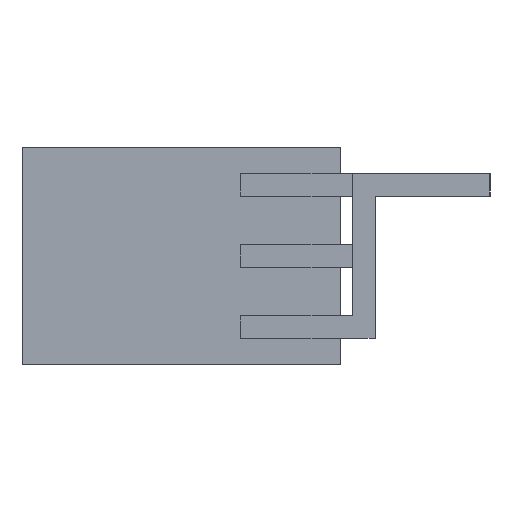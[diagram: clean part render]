
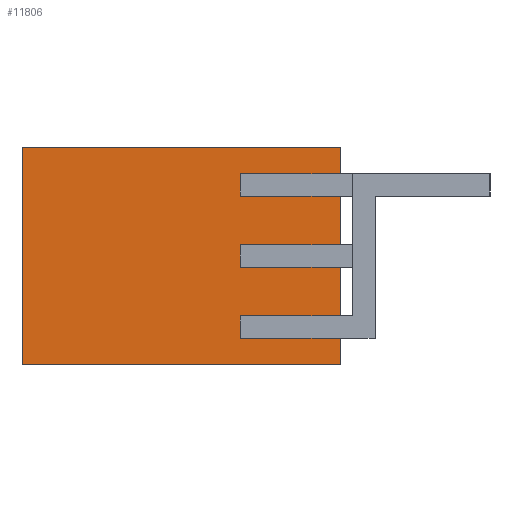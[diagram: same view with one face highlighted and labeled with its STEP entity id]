
A CAD part, left-side view. The second image highlights one B-rep face of the part: STEP entity #11806.
In plain terms, the highlighted planar face has unit normal (-1, 0, 0).
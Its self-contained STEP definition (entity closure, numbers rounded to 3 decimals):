
#27 = CARTESIAN_POINT ( 'NONE',  ( -1000., -4.75, 6.6 ) ) ;
#317 = CARTESIAN_POINT ( 'NONE',  ( -1000., -4.75, -0.9 ) ) ;
#330 = CARTESIAN_POINT ( 'NONE',  ( -1000., -12.75, -8.7 ) ) ;
#363 = CARTESIAN_POINT ( 'NONE',  ( -1000., -12.75, 8.7 ) ) ;
#464 = VECTOR ( 'NONE', #4529, 1000. ) ;
#668 = EDGE_CURVE ( 'NONE', #11009, #5005, #13824, .T. ) ;
#754 = VERTEX_POINT ( 'NONE', #317 ) ;
#856 = EDGE_CURVE ( 'NONE', #986, #4463, #16833, .T. ) ;
#986 = VERTEX_POINT ( 'NONE', #13408 ) ;
#1115 = CARTESIAN_POINT ( 'NONE',  ( -1000., -4.75, 6.6 ) ) ;
#1190 = DIRECTION ( 'NONE',  ( 0., 1., 0. ) ) ;
#1309 = EDGE_CURVE ( 'NONE', #8387, #17396, #9504, .T. ) ;
#1381 = DIRECTION ( 'NONE',  ( 0., 0., -1. ) ) ;
#1413 = LINE ( 'NONE', #363, #16359 ) ;
#1523 = LINE ( 'NONE', #10471, #15595 ) ;
#1539 = LINE ( 'NONE', #5533, #8738 ) ;
#1708 = CARTESIAN_POINT ( 'NONE',  ( -1000., -12.75, -0.9 ) ) ;
#1729 = EDGE_CURVE ( 'NONE', #17396, #15573, #1413, .T. ) ;
#1775 = CARTESIAN_POINT ( 'NONE',  ( -1000., 0., 0. ) ) ;
#1933 = LINE ( 'NONE', #7520, #16452 ) ;
#2364 = LINE ( 'NONE', #1708, #9141 ) ;
#2401 = LINE ( 'NONE', #27, #12822 ) ;
#2610 = CARTESIAN_POINT ( 'NONE',  ( -1000., -12.75, 0.9 ) ) ;
#2964 = VECTOR ( 'NONE', #6355, 1000. ) ;
#3142 = ORIENTED_EDGE ( 'NONE', *, *, #9857, .F. ) ;
#3173 = ORIENTED_EDGE ( 'NONE', *, *, #10046, .F. ) ;
#3225 = VECTOR ( 'NONE', #7359, 1000. ) ;
#3352 = VERTEX_POINT ( 'NONE', #5723 ) ;
#4031 = LINE ( 'NONE', #7475, #14919 ) ;
#4048 = LINE ( 'NONE', #15465, #464 ) ;
#4463 = VERTEX_POINT ( 'NONE', #9680 ) ;
#4491 = DIRECTION ( 'NONE',  ( 1., 0., 0. ) ) ;
#4508 = ORIENTED_EDGE ( 'NONE', *, *, #11207, .F. ) ;
#4529 = DIRECTION ( 'NONE',  ( 0., -1., 0. ) ) ;
#4771 = DIRECTION ( 'NONE',  ( 0., 0., 1. ) ) ;
#4991 = ORIENTED_EDGE ( 'NONE', *, *, #14453, .F. ) ;
#5005 = VERTEX_POINT ( 'NONE', #7073 ) ;
#5315 = DIRECTION ( 'NONE',  ( 0., 1., 0. ) ) ;
#5338 = VECTOR ( 'NONE', #5315, 1000. ) ;
#5350 = EDGE_LOOP ( 'NONE', ( #12826, #3142, #14782, #13160, #4508, #11116, #15801, #13136, #17013, #10956, #6915, #15811, #9814, #3173, #7722, #4991 ) ) ;
#5363 = LINE ( 'NONE', #15094, #12192 ) ;
#5401 = EDGE_CURVE ( 'NONE', #3352, #8387, #4031, .T. ) ;
#5533 = CARTESIAN_POINT ( 'NONE',  ( -1000., -12.75, 8.7 ) ) ;
#5723 = CARTESIAN_POINT ( 'NONE',  ( -1000., 12.75, -8.7 ) ) ;
#6023 = CARTESIAN_POINT ( 'NONE',  ( -1000., -4.75, -0.9 ) ) ;
#6102 = VERTEX_POINT ( 'NONE', #16556 ) ;
#6355 = DIRECTION ( 'NONE',  ( 0., 0., -1. ) ) ;
#6575 = DIRECTION ( 'NONE',  ( 0., -1., 0. ) ) ;
#6749 = VERTEX_POINT ( 'NONE', #330 ) ;
#6879 = CARTESIAN_POINT ( 'NONE',  ( -1000., 12.75, 8.7 ) ) ;
#6915 = ORIENTED_EDGE ( 'NONE', *, *, #14407, .F. ) ;
#7018 = LINE ( 'NONE', #14752, #14720 ) ;
#7073 = CARTESIAN_POINT ( 'NONE',  ( -1000., -4.75, -6.6 ) ) ;
#7299 = VERTEX_POINT ( 'NONE', #10670 ) ;
#7359 = DIRECTION ( 'NONE',  ( 0., 0., -1. ) ) ;
#7419 = CARTESIAN_POINT ( 'NONE',  ( -1000., -4.75, -4.8 ) ) ;
#7475 = CARTESIAN_POINT ( 'NONE',  ( -1000., 12.75, 8.7 ) ) ;
#7520 = CARTESIAN_POINT ( 'NONE',  ( -1000., -12.75, 8.7 ) ) ;
#7722 = ORIENTED_EDGE ( 'NONE', *, *, #10812, .F. ) ;
#8247 = DIRECTION ( 'NONE',  ( 0., -1., 0. ) ) ;
#8387 = VERTEX_POINT ( 'NONE', #11182 ) ;
#8738 = VECTOR ( 'NONE', #15074, 1000. ) ;
#8937 = LINE ( 'NONE', #2610, #5338 ) ;
#8986 = CARTESIAN_POINT ( 'NONE',  ( -1000., -12.75, 8.7 ) ) ;
#9073 = VECTOR ( 'NONE', #8247, 1000. ) ;
#9141 = VECTOR ( 'NONE', #11228, 1000. ) ;
#9302 = VERTEX_POINT ( 'NONE', #11226 ) ;
#9504 = LINE ( 'NONE', #6879, #9073 ) ;
#9560 = LINE ( 'NONE', #13388, #16684 ) ;
#9680 = CARTESIAN_POINT ( 'NONE',  ( -1000., -12.75, 4.8 ) ) ;
#9814 = ORIENTED_EDGE ( 'NONE', *, *, #10557, .F. ) ;
#9857 = EDGE_CURVE ( 'NONE', #4463, #13795, #5363, .T. ) ;
#9862 = DIRECTION ( 'NONE',  ( 0., 0., -1. ) ) ;
#10009 = EDGE_CURVE ( 'NONE', #11199, #986, #2401, .T. ) ;
#10046 = EDGE_CURVE ( 'NONE', #6102, #9302, #1539, .T. ) ;
#10451 = EDGE_CURVE ( 'NONE', #6749, #3352, #1523, .T. ) ;
#10471 = CARTESIAN_POINT ( 'NONE',  ( -1000., 12.75, -8.7 ) ) ;
#10557 = EDGE_CURVE ( 'NONE', #9302, #11009, #7018, .T. ) ;
#10670 = CARTESIAN_POINT ( 'NONE',  ( -1000., -12.75, -6.6 ) ) ;
#10812 = EDGE_CURVE ( 'NONE', #754, #6102, #2364, .T. ) ;
#10956 = ORIENTED_EDGE ( 'NONE', *, *, #14556, .F. ) ;
#11009 = VERTEX_POINT ( 'NONE', #7419 ) ;
#11116 = ORIENTED_EDGE ( 'NONE', *, *, #1729, .F. ) ;
#11182 = CARTESIAN_POINT ( 'NONE',  ( -1000., 12.75, 8.7 ) ) ;
#11196 = CARTESIAN_POINT ( 'NONE',  ( -1000., -12.75, 0.9 ) ) ;
#11199 = VERTEX_POINT ( 'NONE', #1115 ) ;
#11207 = EDGE_CURVE ( 'NONE', #15573, #11199, #9560, .T. ) ;
#11226 = CARTESIAN_POINT ( 'NONE',  ( -1000., -12.75, -4.8 ) ) ;
#11228 = DIRECTION ( 'NONE',  ( 0., -1., 0. ) ) ;
#11244 = EDGE_CURVE ( 'NONE', #13795, #14301, #8937, .T. ) ;
#11806 = ADVANCED_FACE ( 'NONE', ( #13389 ), #12674, .F. ) ;
#11854 = DIRECTION ( 'NONE',  ( 0., 1., 0. ) ) ;
#12192 = VECTOR ( 'NONE', #16483, 1000. ) ;
#12674 = PLANE ( 'NONE',  #13830 ) ;
#12822 = VECTOR ( 'NONE', #1381, 1000. ) ;
#12826 = ORIENTED_EDGE ( 'NONE', *, *, #11244, .F. ) ;
#13136 = ORIENTED_EDGE ( 'NONE', *, *, #5401, .F. ) ;
#13160 = ORIENTED_EDGE ( 'NONE', *, *, #10009, .F. ) ;
#13388 = CARTESIAN_POINT ( 'NONE',  ( -1000., -4.75, 6.6 ) ) ;
#13389 = FACE_OUTER_BOUND ( 'NONE', #5350, .T. ) ;
#13408 = CARTESIAN_POINT ( 'NONE',  ( -1000., -4.75, 4.8 ) ) ;
#13444 = DIRECTION ( 'NONE',  ( 0., 1., 0. ) ) ;
#13595 = VECTOR ( 'NONE', #6575, 1000. ) ;
#13758 = CARTESIAN_POINT ( 'NONE',  ( -1000., -12.75, 6.6 ) ) ;
#13795 = VERTEX_POINT ( 'NONE', #11196 ) ;
#13824 = LINE ( 'NONE', #15360, #2964 ) ;
#13830 = AXIS2_PLACEMENT_3D ( 'NONE', #1775, #4491, #14042 ) ;
#14042 = DIRECTION ( 'NONE',  ( 0., 0., -1. ) ) ;
#14075 = LINE ( 'NONE', #6023, #3225 ) ;
#14301 = VERTEX_POINT ( 'NONE', #16628 ) ;
#14407 = EDGE_CURVE ( 'NONE', #5005, #7299, #4048, .T. ) ;
#14453 = EDGE_CURVE ( 'NONE', #14301, #754, #14075, .T. ) ;
#14556 = EDGE_CURVE ( 'NONE', #7299, #6749, #1933, .T. ) ;
#14720 = VECTOR ( 'NONE', #1190, 1000. ) ;
#14747 = CARTESIAN_POINT ( 'NONE',  ( -1000., -4.75, 4.8 ) ) ;
#14752 = CARTESIAN_POINT ( 'NONE',  ( -1000., -4.75, -4.8 ) ) ;
#14782 = ORIENTED_EDGE ( 'NONE', *, *, #856, .F. ) ;
#14919 = VECTOR ( 'NONE', #4771, 1000. ) ;
#15074 = DIRECTION ( 'NONE',  ( 0., 0., -1. ) ) ;
#15094 = CARTESIAN_POINT ( 'NONE',  ( -1000., -12.75, 8.7 ) ) ;
#15360 = CARTESIAN_POINT ( 'NONE',  ( -1000., -4.75, -6.6 ) ) ;
#15465 = CARTESIAN_POINT ( 'NONE',  ( -1000., -4.75, -6.6 ) ) ;
#15573 = VERTEX_POINT ( 'NONE', #13758 ) ;
#15595 = VECTOR ( 'NONE', #11854, 1000. ) ;
#15767 = DIRECTION ( 'NONE',  ( 0., 0., -1. ) ) ;
#15801 = ORIENTED_EDGE ( 'NONE', *, *, #1309, .F. ) ;
#15811 = ORIENTED_EDGE ( 'NONE', *, *, #668, .F. ) ;
#16359 = VECTOR ( 'NONE', #9862, 1000. ) ;
#16452 = VECTOR ( 'NONE', #15767, 1000. ) ;
#16483 = DIRECTION ( 'NONE',  ( 0., 0., -1. ) ) ;
#16556 = CARTESIAN_POINT ( 'NONE',  ( -1000., -12.75, -0.9 ) ) ;
#16628 = CARTESIAN_POINT ( 'NONE',  ( -1000., -4.75, 0.9 ) ) ;
#16684 = VECTOR ( 'NONE', #13444, 1000. ) ;
#16833 = LINE ( 'NONE', #14747, #13595 ) ;
#17013 = ORIENTED_EDGE ( 'NONE', *, *, #10451, .F. ) ;
#17396 = VERTEX_POINT ( 'NONE', #8986 ) ;
